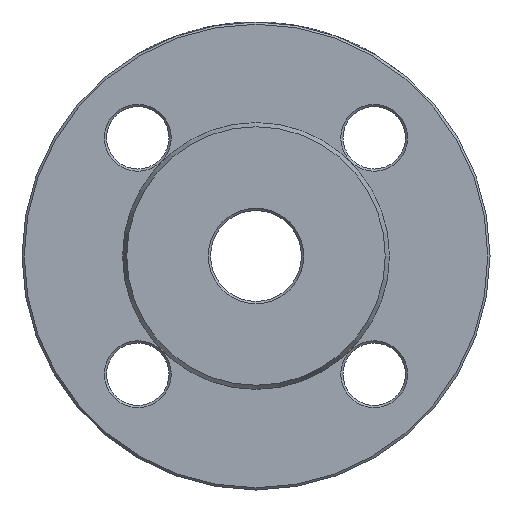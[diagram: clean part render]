
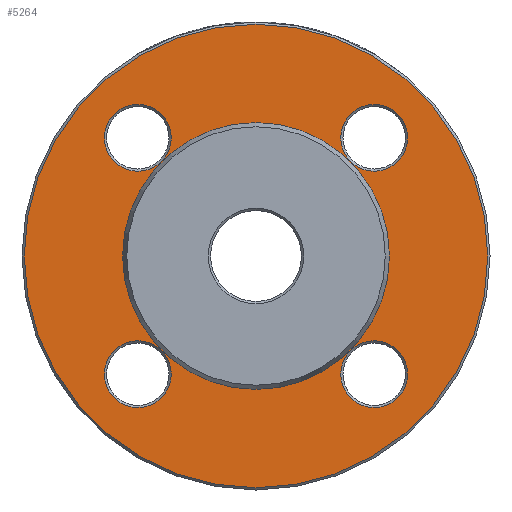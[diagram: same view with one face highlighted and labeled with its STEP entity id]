
A CAD part, left-side view. The second image highlights one B-rep face of the part: STEP entity #5264.
In plain terms, the highlighted planar face has unit normal (-1, 0, 0).
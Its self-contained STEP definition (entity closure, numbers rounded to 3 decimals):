
#80 = DIRECTION ( 'NONE',  ( 1., 0., 0. ) ) ;
#199 = EDGE_LOOP ( 'NONE', ( #2801 ) ) ;
#339 = CARTESIAN_POINT ( 'NONE',  ( 2., -26.517, 26.517 ) ) ;
#779 = FACE_BOUND ( 'NONE', #199, .T. ) ;
#796 = AXIS2_PLACEMENT_3D ( 'NONE', #339, #2663, #4658 ) ;
#966 = CARTESIAN_POINT ( 'NONE',  ( 2., 34.017, 26.517 ) ) ;
#998 = CARTESIAN_POINT ( 'NONE',  ( 2., -26.517, 34.017 ) ) ;
#1240 = CARTESIAN_POINT ( 'NONE',  ( 2., -26.517, -26.517 ) ) ;
#1245 = AXIS2_PLACEMENT_3D ( 'NONE', #3712, #6218, #3222 ) ;
#1419 = AXIS2_PLACEMENT_3D ( 'NONE', #1497, #80, #1531 ) ;
#1497 = CARTESIAN_POINT ( 'NONE',  ( 2., 26.517, 26.517 ) ) ;
#1531 = DIRECTION ( 'NONE',  ( 0., 1., 0. ) ) ;
#1619 = CIRCLE ( 'NONE', #5258, 7.5 ) ;
#1727 = FACE_BOUND ( 'NONE', #6126, .T. ) ;
#1736 = EDGE_CURVE ( 'NONE', #3438, #3438, #2136, .T. ) ;
#1741 = EDGE_CURVE ( 'NONE', #5309, #5309, #5164, .T. ) ;
#1787 = DIRECTION ( 'NONE',  ( 1., 0., 0. ) ) ;
#2007 = CARTESIAN_POINT ( 'NONE',  ( 2., 0., 29.933 ) ) ;
#2064 = CARTESIAN_POINT ( 'NONE',  ( 2., 0., 0. ) ) ;
#2103 = EDGE_CURVE ( 'NONE', #2950, #2950, #1619, .T. ) ;
#2136 = CIRCLE ( 'NONE', #4011, 52. ) ;
#2326 = AXIS2_PLACEMENT_3D ( 'NONE', #1240, #1787, #3777 ) ;
#2460 = EDGE_LOOP ( 'NONE', ( #5123 ) ) ;
#2663 = DIRECTION ( 'NONE',  ( 1., 0., 0. ) ) ;
#2674 = FACE_OUTER_BOUND ( 'NONE', #4478, .T. ) ;
#2734 = PLANE ( 'NONE',  #1245 ) ;
#2801 = ORIENTED_EDGE ( 'NONE', *, *, #1741, .T. ) ;
#2901 = CIRCLE ( 'NONE', #4892, 29.933 ) ;
#2950 = VERTEX_POINT ( 'NONE', #4955 ) ;
#2983 = VERTEX_POINT ( 'NONE', #998 ) ;
#2988 = DIRECTION ( 'NONE',  ( -1., 0., 0. ) ) ;
#3031 = ORIENTED_EDGE ( 'NONE', *, *, #4788, .T. ) ;
#3222 = DIRECTION ( 'NONE',  ( 0., 0., -1. ) ) ;
#3267 = DIRECTION ( 'NONE',  ( -1., 0., 0. ) ) ;
#3391 = EDGE_LOOP ( 'NONE', ( #3031 ) ) ;
#3402 = EDGE_CURVE ( 'NONE', #4066, #4066, #2901, .T. ) ;
#3438 = VERTEX_POINT ( 'NONE', #5431 ) ;
#3547 = ORIENTED_EDGE ( 'NONE', *, *, #4500, .T. ) ;
#3712 = CARTESIAN_POINT ( 'NONE',  ( 2., 29.933, 0. ) ) ;
#3755 = DIRECTION ( 'NONE',  ( 0., 0., 1. ) ) ;
#3777 = DIRECTION ( 'NONE',  ( 0., -1., 0. ) ) ;
#3898 = DIRECTION ( 'NONE',  ( 1., 0., 0. ) ) ;
#4005 = CARTESIAN_POINT ( 'NONE',  ( 2., 0., 0. ) ) ;
#4011 = AXIS2_PLACEMENT_3D ( 'NONE', #4005, #2988, #5985 ) ;
#4060 = ORIENTED_EDGE ( 'NONE', *, *, #2103, .T. ) ;
#4066 = VERTEX_POINT ( 'NONE', #2007 ) ;
#4130 = CIRCLE ( 'NONE', #796, 7.5 ) ;
#4144 = FACE_BOUND ( 'NONE', #4351, .T. ) ;
#4351 = EDGE_LOOP ( 'NONE', ( #3547 ) ) ;
#4478 = EDGE_LOOP ( 'NONE', ( #5050 ) ) ;
#4500 = EDGE_CURVE ( 'NONE', #5495, #5495, #4833, .T. ) ;
#4658 = DIRECTION ( 'NONE',  ( 0., 0., 1. ) ) ;
#4788 = EDGE_CURVE ( 'NONE', #2983, #2983, #4130, .T. ) ;
#4833 = CIRCLE ( 'NONE', #2326, 7.5 ) ;
#4892 = AXIS2_PLACEMENT_3D ( 'NONE', #2064, #3267, #3755 ) ;
#4955 = CARTESIAN_POINT ( 'NONE',  ( 2., 26.517, -34.017 ) ) ;
#5014 = CARTESIAN_POINT ( 'NONE',  ( 2., -34.017, -26.517 ) ) ;
#5050 = ORIENTED_EDGE ( 'NONE', *, *, #1736, .T. ) ;
#5123 = ORIENTED_EDGE ( 'NONE', *, *, #3402, .F. ) ;
#5164 = CIRCLE ( 'NONE', #1419, 7.5 ) ;
#5258 = AXIS2_PLACEMENT_3D ( 'NONE', #6366, #3898, #5976 ) ;
#5264 = ADVANCED_FACE ( 'NONE', ( #4144, #6185, #779, #1727, #2674, #6120 ), #2734, .F. ) ;
#5309 = VERTEX_POINT ( 'NONE', #966 ) ;
#5431 = CARTESIAN_POINT ( 'NONE',  ( 2., 0., -52. ) ) ;
#5495 = VERTEX_POINT ( 'NONE', #5014 ) ;
#5976 = DIRECTION ( 'NONE',  ( 0., 0., -1. ) ) ;
#5985 = DIRECTION ( 'NONE',  ( 0., 0., -1. ) ) ;
#6120 = FACE_BOUND ( 'NONE', #2460, .T. ) ;
#6126 = EDGE_LOOP ( 'NONE', ( #4060 ) ) ;
#6185 = FACE_BOUND ( 'NONE', #3391, .T. ) ;
#6218 = DIRECTION ( 'NONE',  ( 1., 0., 0. ) ) ;
#6366 = CARTESIAN_POINT ( 'NONE',  ( 2., 26.517, -26.517 ) ) ;
